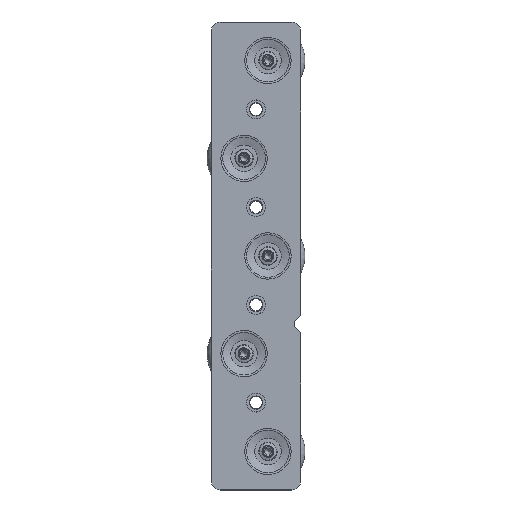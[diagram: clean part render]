
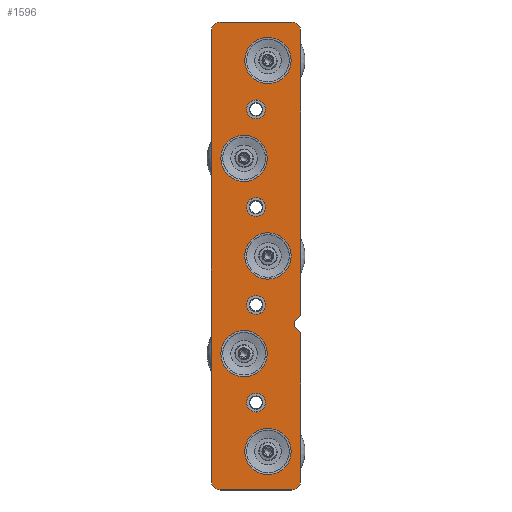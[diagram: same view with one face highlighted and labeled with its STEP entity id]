
A CAD part, top view. The second image highlights one B-rep face of the part: STEP entity #1596.
In plain terms, the highlighted planar face has unit normal (0, 0, 1).
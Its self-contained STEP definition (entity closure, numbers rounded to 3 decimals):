
#201=FACE_BOUND('',#498,.T.);
#202=FACE_BOUND('',#499,.T.);
#203=FACE_BOUND('',#500,.T.);
#204=FACE_BOUND('',#501,.T.);
#205=FACE_BOUND('',#502,.T.);
#206=FACE_BOUND('',#503,.T.);
#207=FACE_BOUND('',#504,.T.);
#208=FACE_BOUND('',#505,.T.);
#209=FACE_BOUND('',#506,.T.);
#319=PLANE('',#1749);
#361=FACE_OUTER_BOUND('',#497,.T.);
#497=EDGE_LOOP('',(#1269,#1270,#1271,#1272,#1273,#1274,#1275,#1276,#1277,
#1278,#1279,#1280,#1281,#1282));
#498=EDGE_LOOP('',(#1283));
#499=EDGE_LOOP('',(#1284));
#500=EDGE_LOOP('',(#1285));
#501=EDGE_LOOP('',(#1286));
#502=EDGE_LOOP('',(#1287));
#503=EDGE_LOOP('',(#1288));
#504=EDGE_LOOP('',(#1289));
#505=EDGE_LOOP('',(#1290));
#506=EDGE_LOOP('',(#1291));
#740=LINE('',#2645,#768);
#748=LINE('',#2694,#776);
#749=LINE('',#2698,#777);
#750=LINE('',#2702,#778);
#751=LINE('',#2706,#779);
#752=LINE('',#2710,#780);
#753=LINE('',#2713,#781);
#768=VECTOR('',#2032,24.2);
#776=VECTOR('',#2078,152.);
#777=VECTOR('',#2081,24.2);
#778=VECTOR('',#2084,49.343);
#779=VECTOR('',#2087,1.672);
#780=VECTOR('',#2090,1.672);
#781=VECTOR('',#2093,95.343);
#792=CIRCLE('',#1728,3.);
#809=CIRCLE('',#1748,3.);
#810=CIRCLE('',#1750,3.);
#811=CIRCLE('',#1751,3.);
#812=CIRCLE('',#1752,2.);
#813=CIRCLE('',#1753,1.5);
#814=CIRCLE('',#1754,2.);
#815=CIRCLE('',#1755,3.175);
#816=CIRCLE('',#1756,3.175);
#817=CIRCLE('',#1757,3.175);
#818=CIRCLE('',#1758,3.175);
#819=CIRCLE('',#1759,7.825);
#820=CIRCLE('',#1760,7.825);
#821=CIRCLE('',#1761,7.825);
#822=CIRCLE('',#1762,7.825);
#823=CIRCLE('',#1763,7.825);
#924=VERTEX_POINT('',#2632);
#925=VERTEX_POINT('',#2633);
#929=VERTEX_POINT('',#2643);
#950=VERTEX_POINT('',#2689);
#951=VERTEX_POINT('',#2693);
#952=VERTEX_POINT('',#2695);
#953=VERTEX_POINT('',#2697);
#954=VERTEX_POINT('',#2699);
#955=VERTEX_POINT('',#2701);
#956=VERTEX_POINT('',#2703);
#957=VERTEX_POINT('',#2705);
#958=VERTEX_POINT('',#2707);
#959=VERTEX_POINT('',#2709);
#960=VERTEX_POINT('',#2711);
#961=VERTEX_POINT('',#2714);
#962=VERTEX_POINT('',#2716);
#963=VERTEX_POINT('',#2718);
#964=VERTEX_POINT('',#2720);
#965=VERTEX_POINT('',#2722);
#966=VERTEX_POINT('',#2724);
#967=VERTEX_POINT('',#2726);
#968=VERTEX_POINT('',#2728);
#969=VERTEX_POINT('',#2730);
#1072=EDGE_CURVE('',#924,#925,#792,.T.);
#1078=EDGE_CURVE('',#929,#924,#740,.T.);
#1100=EDGE_CURVE('',#950,#929,#809,.T.);
#1102=EDGE_CURVE('',#951,#950,#748,.T.);
#1103=EDGE_CURVE('',#952,#951,#810,.T.);
#1104=EDGE_CURVE('',#953,#952,#749,.T.);
#1105=EDGE_CURVE('',#954,#953,#811,.T.);
#1106=EDGE_CURVE('',#955,#954,#750,.T.);
#1107=EDGE_CURVE('',#955,#956,#812,.T.);
#1108=EDGE_CURVE('',#956,#957,#751,.T.);
#1109=EDGE_CURVE('',#957,#958,#813,.T.);
#1110=EDGE_CURVE('',#958,#959,#752,.T.);
#1111=EDGE_CURVE('',#959,#960,#814,.T.);
#1112=EDGE_CURVE('',#925,#960,#753,.T.);
#1113=EDGE_CURVE('',#961,#961,#815,.T.);
#1114=EDGE_CURVE('',#962,#962,#816,.T.);
#1115=EDGE_CURVE('',#963,#963,#817,.T.);
#1116=EDGE_CURVE('',#964,#964,#818,.T.);
#1117=EDGE_CURVE('',#965,#965,#819,.T.);
#1118=EDGE_CURVE('',#966,#966,#820,.T.);
#1119=EDGE_CURVE('',#967,#967,#821,.T.);
#1120=EDGE_CURVE('',#968,#968,#822,.T.);
#1121=EDGE_CURVE('',#969,#969,#823,.T.);
#1269=ORIENTED_EDGE('',*,*,#1072,.F.);
#1270=ORIENTED_EDGE('',*,*,#1078,.F.);
#1271=ORIENTED_EDGE('',*,*,#1100,.F.);
#1272=ORIENTED_EDGE('',*,*,#1102,.F.);
#1273=ORIENTED_EDGE('',*,*,#1103,.F.);
#1274=ORIENTED_EDGE('',*,*,#1104,.F.);
#1275=ORIENTED_EDGE('',*,*,#1105,.F.);
#1276=ORIENTED_EDGE('',*,*,#1106,.F.);
#1277=ORIENTED_EDGE('',*,*,#1107,.T.);
#1278=ORIENTED_EDGE('',*,*,#1108,.T.);
#1279=ORIENTED_EDGE('',*,*,#1109,.T.);
#1280=ORIENTED_EDGE('',*,*,#1110,.T.);
#1281=ORIENTED_EDGE('',*,*,#1111,.T.);
#1282=ORIENTED_EDGE('',*,*,#1112,.F.);
#1283=ORIENTED_EDGE('',*,*,#1113,.T.);
#1284=ORIENTED_EDGE('',*,*,#1114,.T.);
#1285=ORIENTED_EDGE('',*,*,#1115,.T.);
#1286=ORIENTED_EDGE('',*,*,#1116,.T.);
#1287=ORIENTED_EDGE('',*,*,#1117,.F.);
#1288=ORIENTED_EDGE('',*,*,#1118,.F.);
#1289=ORIENTED_EDGE('',*,*,#1119,.F.);
#1290=ORIENTED_EDGE('',*,*,#1120,.F.);
#1291=ORIENTED_EDGE('',*,*,#1121,.F.);
#1596=ADVANCED_FACE('',(#361,#201,#202,#203,#204,#205,#206,#207,#208,#209),
#319,.T.);
#1728=AXIS2_PLACEMENT_3D('',#2634,#2022,#2023);
#1748=AXIS2_PLACEMENT_3D('',#2690,#2073,#2074);
#1749=AXIS2_PLACEMENT_3D('',#2692,#2076,#2077);
#1750=AXIS2_PLACEMENT_3D('',#2696,#2079,#2080);
#1751=AXIS2_PLACEMENT_3D('',#2700,#2082,#2083);
#1752=AXIS2_PLACEMENT_3D('',#2704,#2085,#2086);
#1753=AXIS2_PLACEMENT_3D('',#2708,#2088,#2089);
#1754=AXIS2_PLACEMENT_3D('',#2712,#2091,#2092);
#1755=AXIS2_PLACEMENT_3D('',#2715,#2094,#2095);
#1756=AXIS2_PLACEMENT_3D('',#2717,#2096,#2097);
#1757=AXIS2_PLACEMENT_3D('',#2719,#2098,#2099);
#1758=AXIS2_PLACEMENT_3D('',#2721,#2100,#2101);
#1759=AXIS2_PLACEMENT_3D('',#2723,#2102,#2103);
#1760=AXIS2_PLACEMENT_3D('',#2725,#2104,#2105);
#1761=AXIS2_PLACEMENT_3D('',#2727,#2106,#2107);
#1762=AXIS2_PLACEMENT_3D('',#2729,#2108,#2109);
#1763=AXIS2_PLACEMENT_3D('',#2731,#2110,#2111);
#2022=DIRECTION('center_axis',(0.,0.,-1.));
#2023=DIRECTION('ref_axis',(0.707,0.707,0.));
#2032=DIRECTION('',(1.,0.,0.));
#2073=DIRECTION('center_axis',(0.,0.,-1.));
#2074=DIRECTION('ref_axis',(-0.707,0.707,0.));
#2076=DIRECTION('center_axis',(0.,0.,1.));
#2077=DIRECTION('ref_axis',(1.,0.,0.));
#2078=DIRECTION('',(0.,1.,0.));
#2079=DIRECTION('center_axis',(0.,0.,-1.));
#2080=DIRECTION('ref_axis',(-0.707,-0.707,0.));
#2081=DIRECTION('',(-1.,0.,0.));
#2082=DIRECTION('center_axis',(0.,0.,-1.));
#2083=DIRECTION('ref_axis',(0.707,-0.707,0.));
#2084=DIRECTION('',(0.,-1.,0.));
#2085=DIRECTION('center_axis',(0.,0.,1.));
#2086=DIRECTION('ref_axis',(1.,0.,0.));
#2087=DIRECTION('',(-0.707,0.707,0.));
#2088=DIRECTION('center_axis',(0.,0.,-1.));
#2089=DIRECTION('ref_axis',(0.707,-0.707,0.));
#2090=DIRECTION('',(0.707,0.707,0.));
#2091=DIRECTION('center_axis',(0.,0.,1.));
#2092=DIRECTION('ref_axis',(0.707,-0.707,0.));
#2093=DIRECTION('',(0.,-1.,0.));
#2094=DIRECTION('center_axis',(0.,0.,-1.));
#2095=DIRECTION('ref_axis',(1.,0.,0.));
#2096=DIRECTION('center_axis',(0.,0.,-1.));
#2097=DIRECTION('ref_axis',(1.,0.,0.));
#2098=DIRECTION('center_axis',(0.,0.,-1.));
#2099=DIRECTION('ref_axis',(1.,0.,0.));
#2100=DIRECTION('center_axis',(0.,0.,-1.));
#2101=DIRECTION('ref_axis',(1.,0.,0.));
#2102=DIRECTION('center_axis',(0.,0.,1.));
#2103=DIRECTION('ref_axis',(0.,-1.,0.));
#2104=DIRECTION('center_axis',(0.,0.,1.));
#2105=DIRECTION('ref_axis',(0.,-1.,0.));
#2106=DIRECTION('center_axis',(0.,0.,1.));
#2107=DIRECTION('ref_axis',(0.,-1.,0.));
#2108=DIRECTION('center_axis',(0.,0.,1.));
#2109=DIRECTION('ref_axis',(0.,-1.,0.));
#2110=DIRECTION('center_axis',(0.,0.,1.));
#2111=DIRECTION('ref_axis',(0.,-1.,0.));
#2632=CARTESIAN_POINT('',(12.1,112.,2.5));
#2633=CARTESIAN_POINT('',(15.1,109.,2.5));
#2634=CARTESIAN_POINT('Origin',(12.1,109.,2.5));
#2643=CARTESIAN_POINT('',(-12.1,112.,2.5));
#2645=CARTESIAN_POINT('',(-15.1,112.,2.5));
#2689=CARTESIAN_POINT('',(-15.1,109.,2.5));
#2690=CARTESIAN_POINT('Origin',(-12.1,109.,2.5));
#2692=CARTESIAN_POINT('Origin',(0.,0.,2.5));
#2693=CARTESIAN_POINT('',(-15.1,-43.,2.5));
#2694=CARTESIAN_POINT('',(-15.1,46.,2.5));
#2695=CARTESIAN_POINT('',(-12.1,-46.,2.5));
#2696=CARTESIAN_POINT('Origin',(-12.1,-43.,2.5));
#2697=CARTESIAN_POINT('',(12.1,-46.,2.5));
#2698=CARTESIAN_POINT('',(-15.1,-46.,2.5));
#2699=CARTESIAN_POINT('',(15.1,-43.,2.5));
#2700=CARTESIAN_POINT('Origin',(12.1,-43.,2.5));
#2701=CARTESIAN_POINT('',(15.1,6.343,2.5));
#2702=CARTESIAN_POINT('',(15.1,-46.,2.5));
#2703=CARTESIAN_POINT('',(14.514,7.757,2.5));
#2704=CARTESIAN_POINT('Origin',(13.1,6.343,2.5));
#2705=CARTESIAN_POINT('',(13.332,8.939,2.5));
#2706=CARTESIAN_POINT('',(12.234,10.038,2.5));
#2707=CARTESIAN_POINT('',(13.332,11.061,2.5));
#2708=CARTESIAN_POINT('Origin',(14.393,10.,2.5));
#2709=CARTESIAN_POINT('',(14.514,12.243,2.5));
#2710=CARTESIAN_POINT('',(7.825,5.553,2.5));
#2711=CARTESIAN_POINT('',(15.1,13.657,2.5));
#2712=CARTESIAN_POINT('Origin',(13.1,13.657,2.5));
#2713=CARTESIAN_POINT('',(15.1,-46.,2.5));
#2714=CARTESIAN_POINT('',(3.175,82.5,2.5));
#2715=CARTESIAN_POINT('Origin',(0.,82.5,2.5));
#2716=CARTESIAN_POINT('',(3.175,49.5,2.5));
#2717=CARTESIAN_POINT('Origin',(0.,49.5,2.5));
#2718=CARTESIAN_POINT('',(3.175,16.5,2.5));
#2719=CARTESIAN_POINT('Origin',(0.,16.5,2.5));
#2720=CARTESIAN_POINT('',(3.175,-16.5,2.5));
#2721=CARTESIAN_POINT('Origin',(0.,-16.5,2.5));
#2722=CARTESIAN_POINT('',(-4.035,7.824,2.5));
#2723=CARTESIAN_POINT('Origin',(-4.035,-0.001,
2.5));
#2724=CARTESIAN_POINT('',(4.035,40.824,2.5));
#2725=CARTESIAN_POINT('Origin',(4.035,32.999,2.5));
#2726=CARTESIAN_POINT('',(4.035,-25.176,2.5));
#2727=CARTESIAN_POINT('Origin',(4.035,-33.001,2.5));
#2728=CARTESIAN_POINT('',(4.035,106.824,2.5));
#2729=CARTESIAN_POINT('Origin',(4.035,98.999,2.5));
#2730=CARTESIAN_POINT('',(-4.035,73.824,2.5));
#2731=CARTESIAN_POINT('Origin',(-4.035,65.999,2.5));
